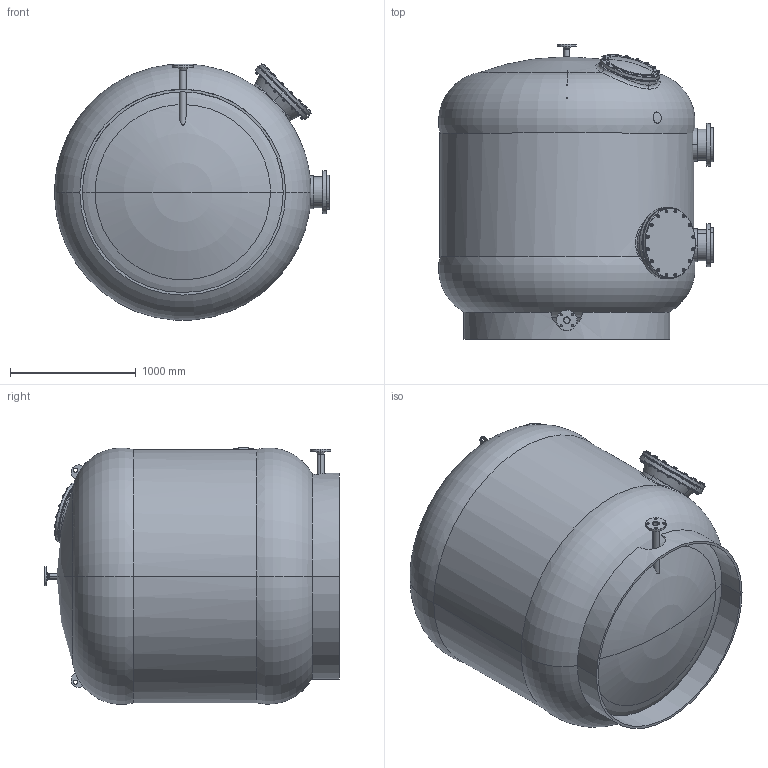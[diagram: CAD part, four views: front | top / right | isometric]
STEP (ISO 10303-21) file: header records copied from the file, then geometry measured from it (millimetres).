
FILE_DESCRIPTION (( 'STEP AP214' ), '1' );
FILE_NAME ('adriatic200c_big.STEP', '2020-11-04T14:47:57', ( '' ), ( '' ), 'SwSTEP 2.0', 'SolidWorks 2019', '' );
FILE_SCHEMA (( 'AUTOMOTIVE_DESIGN' ));
Length unit declared in the file: millimetre
Products named in the file (1): adriatic200c_big
Bounding box: 2188.89 x 2348.88 x 2044.87 mm (x, y, z)
Surface area: 39177547.9 mm2 (no closed solid volume)
Topology: 0 solids, 129 shells, 1908 faces, 4266 edges, 2619 vertices
Faces by surface type: cylinder 618, cone 591, plane 576, torus 94, bspline 21, sphere 8
Entity records: 107048 total; most frequent: CARTESIAN_POINT 43703, ORIENTED_EDGE 8384, DIRECTION 8334, EDGE_CURVE 4224, AXIS2_PLACEMENT_3D 3592, VERTEX_POINT 2617, EDGE_LOOP 2309, UNCERTAINTY_MEASURE_WITH_UNIT 2023
